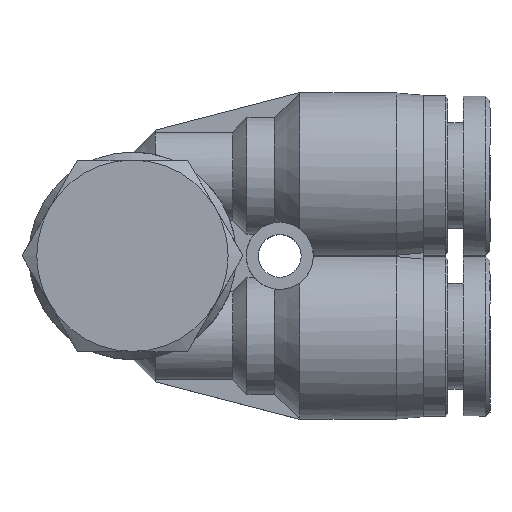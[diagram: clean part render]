
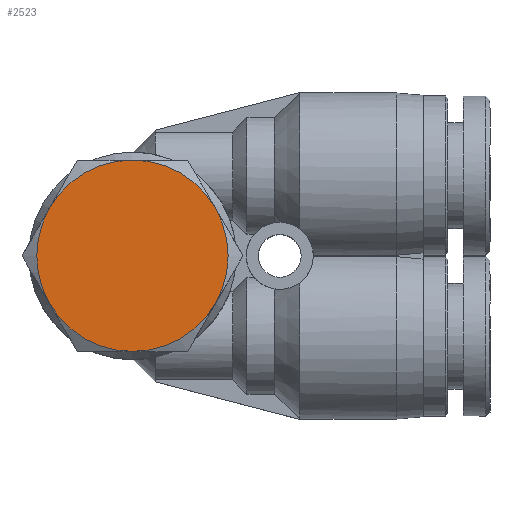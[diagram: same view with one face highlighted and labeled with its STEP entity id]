
A CAD part, top view. The second image highlights one B-rep face of the part: STEP entity #2523.
In plain terms, the highlighted face is planar.
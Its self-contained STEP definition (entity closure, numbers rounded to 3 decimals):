
#2040=CARTESIAN_POINT('',(0.,-6.188,-3.573));
#2041=VERTEX_POINT('',#2040);
#2055=CARTESIAN_POINT('',(0.,-6.188,3.573));
#2056=VERTEX_POINT('',#2055);
#2070=CARTESIAN_POINT('',(0.,0.,0.0));
#2071=DIRECTION('',(-1.0,0.0,0.0));
#2072=DIRECTION('',(0.0,1.0,0.0));
#2073=AXIS2_PLACEMENT_3D('',#2070,#2071,#2072);
#2074=CIRCLE('',#2073,7.145);
#2075=EDGE_CURVE('',#2041,#2056,#2074,.T.);
#2087=CARTESIAN_POINT('',(0.,0.,-7.145));
#2088=VERTEX_POINT('',#2087);
#2115=CARTESIAN_POINT('',(0.,0.,0.0));
#2116=DIRECTION('',(-1.0,0.0,0.0));
#2117=DIRECTION('',(0.0,1.0,0.0));
#2118=AXIS2_PLACEMENT_3D('',#2115,#2116,#2117);
#2119=CIRCLE('',#2118,7.145);
#2120=EDGE_CURVE('',#2088,#2041,#2119,.T.);
#2132=CARTESIAN_POINT('',(0.,6.188,-3.573));
#2133=VERTEX_POINT('',#2132);
#2160=CARTESIAN_POINT('',(0.,0.,0.0));
#2161=DIRECTION('',(-1.0,0.0,0.0));
#2162=DIRECTION('',(0.0,1.0,0.0));
#2163=AXIS2_PLACEMENT_3D('',#2160,#2161,#2162);
#2164=CIRCLE('',#2163,7.145);
#2165=EDGE_CURVE('',#2133,#2088,#2164,.T.);
#2190=CARTESIAN_POINT('',(0.,6.188,3.572));
#2191=VERTEX_POINT('',#2190);
#2192=CARTESIAN_POINT('',(0.,0.,0.0));
#2193=DIRECTION('',(-1.0,0.0,0.0));
#2194=DIRECTION('',(0.0,1.0,0.0));
#2195=AXIS2_PLACEMENT_3D('',#2192,#2193,#2194);
#2196=CIRCLE('',#2195,7.145);
#2197=EDGE_CURVE('',#2191,#2133,#2196,.T.);
#2235=CARTESIAN_POINT('',(0.,0.,7.145));
#2236=VERTEX_POINT('',#2235);
#2237=CARTESIAN_POINT('',(0.,0.,0.0));
#2238=DIRECTION('',(-1.0,0.0,0.0));
#2239=DIRECTION('',(0.0,1.0,0.0));
#2240=AXIS2_PLACEMENT_3D('',#2237,#2238,#2239);
#2241=CIRCLE('',#2240,7.145);
#2242=EDGE_CURVE('',#2236,#2191,#2241,.T.);
#2280=CARTESIAN_POINT('',(0.,0.,0.0));
#2281=DIRECTION('',(-1.0,0.0,0.0));
#2282=DIRECTION('',(0.0,1.0,0.0));
#2283=AXIS2_PLACEMENT_3D('',#2280,#2281,#2282);
#2284=CIRCLE('',#2283,7.145);
#2285=EDGE_CURVE('',#2056,#2236,#2284,.T.);
#2510=CARTESIAN_POINT('',(0.,3.573,0.0));
#2511=DIRECTION('',(-1.0,0.0,0.0));
#2512=DIRECTION('',(0.0,0.0,1.0));
#2513=AXIS2_PLACEMENT_3D('',#2510,#2511,#2512);
#2514=PLANE('',#2513);
#2515=ORIENTED_EDGE('',*,*,#2285,.T.);
#2516=ORIENTED_EDGE('',*,*,#2242,.T.);
#2517=ORIENTED_EDGE('',*,*,#2197,.T.);
#2518=ORIENTED_EDGE('',*,*,#2165,.T.);
#2519=ORIENTED_EDGE('',*,*,#2120,.T.);
#2520=ORIENTED_EDGE('',*,*,#2075,.T.);
#2521=EDGE_LOOP('',(#2515,#2516,#2517,#2518,#2519,#2520));
#2522=FACE_OUTER_BOUND('',#2521,.T.);
#2523=ADVANCED_FACE('',(#2522),#2514,.T.);
